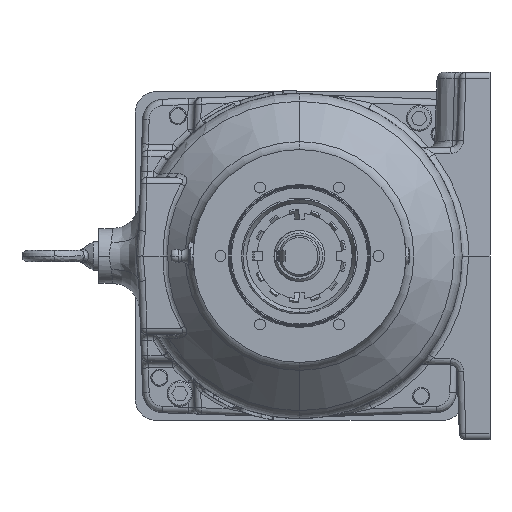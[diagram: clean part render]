
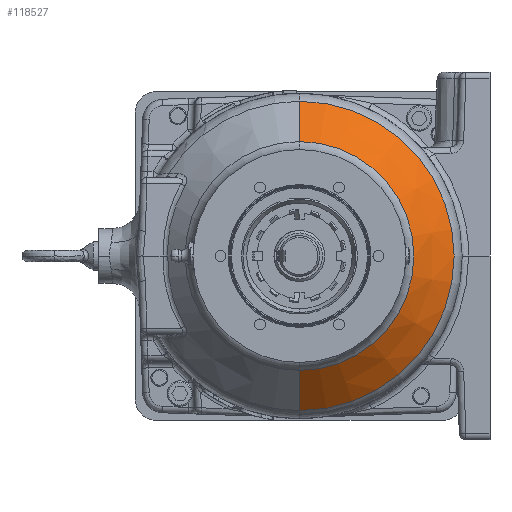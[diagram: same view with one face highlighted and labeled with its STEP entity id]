
A CAD part, left-side view. The second image highlights one B-rep face of the part: STEP entity #118527.
In plain terms, the highlighted conical face has half-angle 45 degrees and reference radius 49.67 mm.
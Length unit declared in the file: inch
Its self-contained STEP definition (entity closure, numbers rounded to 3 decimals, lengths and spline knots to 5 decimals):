
#2725 = EDGE_CURVE ( 'NONE', #41168, #9742, #81996, .T. ) ;
#4007 = EDGE_CURVE ( 'NONE', #95273, #9742, #81619, .T. ) ;
#4950 = VECTOR ( 'NONE', #33242, 39.37008 ) ;
#9742 = VERTEX_POINT ( 'NONE', #63268 ) ;
#10066 = EDGE_LOOP ( 'NONE', ( #85611, #45766, #25153, #124348 ) ) ;
#19234 = CARTESIAN_POINT ( 'NONE',  ( -5.13119, 0., 0. ) ) ;
#20622 = CARTESIAN_POINT ( 'NONE',  ( -5.87072, 0., -2.10195 ) ) ;
#22217 = FACE_OUTER_BOUND ( 'NONE', #10066, .T. ) ;
#23675 = DIRECTION ( 'NONE',  ( 0.707, 0., -0.707 ) ) ;
#25153 = ORIENTED_EDGE ( 'NONE', *, *, #55460, .T. ) ;
#29351 = DIRECTION ( 'NONE',  ( 0., 0., 1. ) ) ;
#31603 = CARTESIAN_POINT ( 'NONE',  ( -5.87072, 0., 0. ) ) ;
#33242 = DIRECTION ( 'NONE',  ( 0.707, 0., 0.707 ) ) ;
#41168 = VERTEX_POINT ( 'NONE', #45258 ) ;
#41715 = DIRECTION ( 'NONE',  ( 0., 0., -1. ) ) ;
#45258 = CARTESIAN_POINT ( 'NONE',  ( -5.87072, 0., 2.10195 ) ) ;
#45766 = ORIENTED_EDGE ( 'NONE', *, *, #129415, .T. ) ;
#54172 = VERTEX_POINT ( 'NONE', #20622 ) ;
#55460 = EDGE_CURVE ( 'NONE', #54172, #95273, #104754, .T. ) ;
#63268 = CARTESIAN_POINT ( 'NONE',  ( -5.13119, 0., 2.84148 ) ) ;
#66690 = CARTESIAN_POINT ( 'NONE',  ( -6.01717, 0., 0. ) ) ;
#76781 = DIRECTION ( 'NONE',  ( 0., 0., -1. ) ) ;
#81181 = VECTOR ( 'NONE', #23675, 39.37008 ) ;
#81619 = CIRCLE ( 'NONE', #120393, 2.84148 ) ;
#81996 = LINE ( 'NONE', #103543, #4950 ) ;
#85611 = ORIENTED_EDGE ( 'NONE', *, *, #2725, .F. ) ;
#89574 = DIRECTION ( 'NONE',  ( -1., 0., 0. ) ) ;
#93965 = CARTESIAN_POINT ( 'NONE',  ( -6.01717, 0., -1.9555 ) ) ;
#95273 = VERTEX_POINT ( 'NONE', #111305 ) ;
#98601 = AXIS2_PLACEMENT_3D ( 'NONE', #31603, #101879, #41715 ) ;
#101879 = DIRECTION ( 'NONE',  ( 1., 0., 0. ) ) ;
#103543 = CARTESIAN_POINT ( 'NONE',  ( -6.01717, 0., 1.9555 ) ) ;
#104754 = LINE ( 'NONE', #93965, #81181 ) ;
#111305 = CARTESIAN_POINT ( 'NONE',  ( -5.13119, 0., -2.84148 ) ) ;
#118527 = ADVANCED_FACE ( 'NONE', ( #22217 ), #122818, .T. ) ;
#120393 = AXIS2_PLACEMENT_3D ( 'NONE', #19234, #89574, #29351 ) ;
#122680 = CIRCLE ( 'NONE', #98601, 2.10195 ) ;
#122818 = CONICAL_SURFACE ( 'NONE', #124956, 1.9555, 0.785 ) ;
#124348 = ORIENTED_EDGE ( 'NONE', *, *, #4007, .T. ) ;
#124956 = AXIS2_PLACEMENT_3D ( 'NONE', #66690, #126805, #76781 ) ;
#126805 = DIRECTION ( 'NONE',  ( 1., 0., 0. ) ) ;
#129415 = EDGE_CURVE ( 'NONE', #41168, #54172, #122680, .T. ) ;
